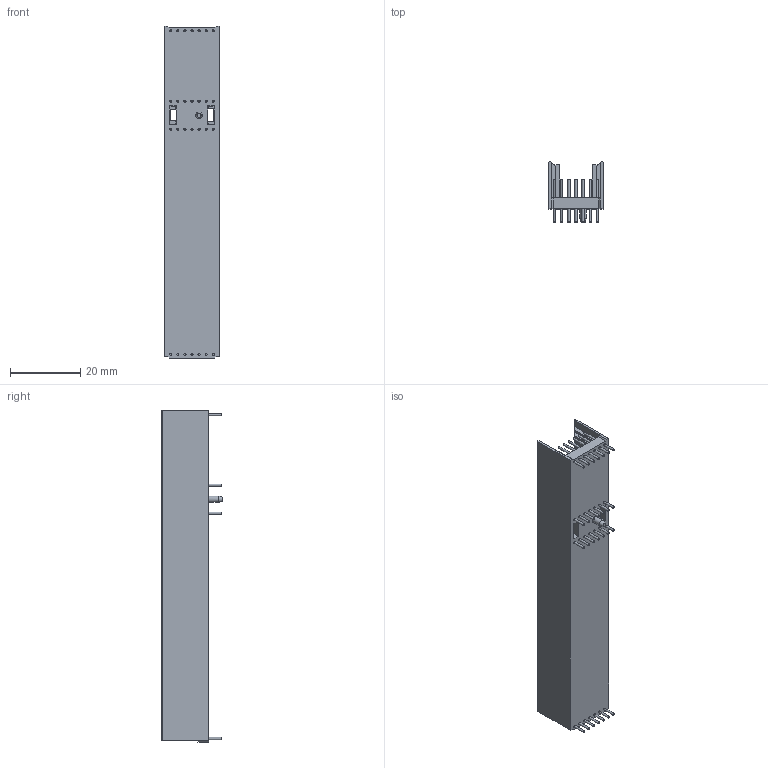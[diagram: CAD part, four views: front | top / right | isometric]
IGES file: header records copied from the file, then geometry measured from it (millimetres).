
Global section: file name: 1706_har-bus_HM_Monoblock_47_straight_male_308_pole.igs; preprocessor: I-DEAS 3D IGES Translator 10; date: 20040811.102808; units: millimetre
Bounding box: 15.4 x 17.4 x 94.35 mm (x, y, z)
Volume: 7469.4 mm3; surface area: 8248.6 mm2
Topology: 1 solids, 1 shells, 220 faces, 481 edges, 319 vertices
Faces by surface type: bspline 220
